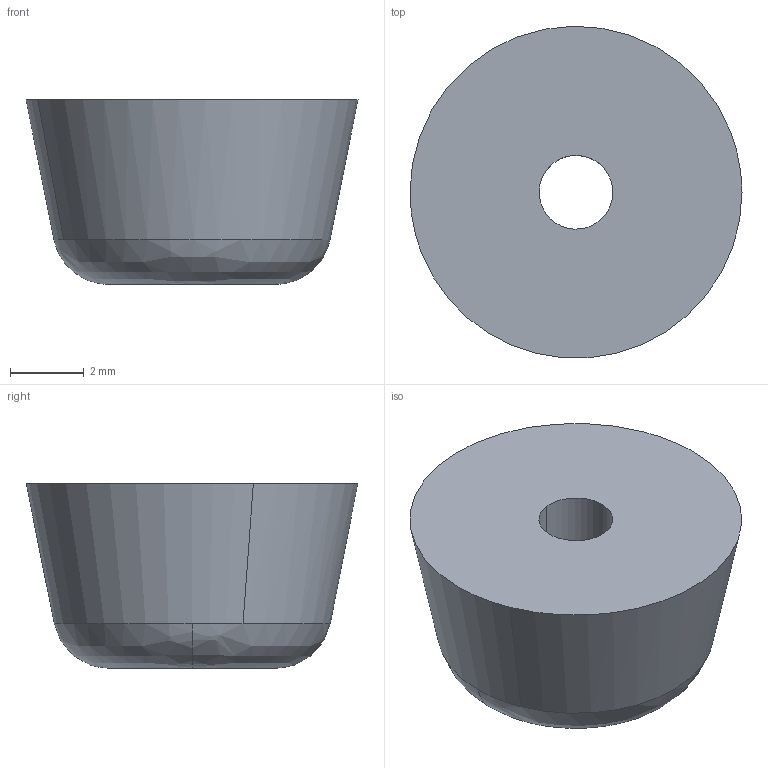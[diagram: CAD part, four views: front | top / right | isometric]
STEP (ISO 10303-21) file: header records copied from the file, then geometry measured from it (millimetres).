
FILE_DESCRIPTION( (''), '2;1');
FILE_NAME ('PC50.8404.TM_SK_95_13417.stp','2019-12-20T12:46:23',(''),(''),'spGate 15.6.1','','');
FILE_SCHEMA (('AUTOMOTIVE_DESIGN'));
Length unit declared in the file: millimetre
Bounding box: 9 x 8.99 x 5 mm (x, y, z)
Volume: 202.9 mm3; surface area: 264.9 mm2
Topology: 1 solids, 1 shells, 11 faces, 27 edges, 19 vertices
Faces by surface type: cylinder 4, bspline 4, plane 3
Entity records: 626 total; most frequent: CARTESIAN_POINT 135, ORIENTED_EDGE 54, DIRECTION 52, COLOUR_RGB 39, PRESENTATION_STYLE_ASSIGNMENT 39, STYLED_ITEM 39, EDGE_CURVE 27, DRAUGHTING_PRE_DEFINED_CURVE_FONT 27
